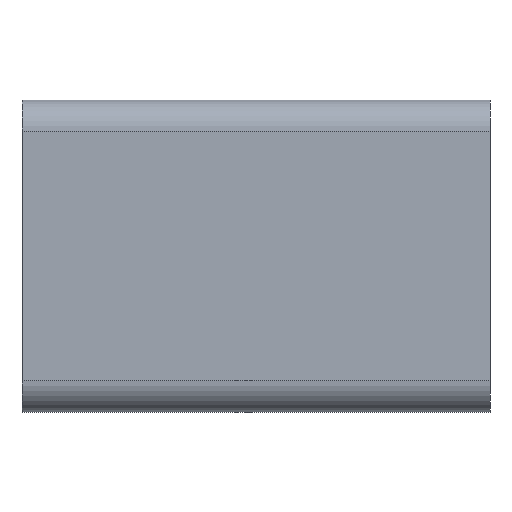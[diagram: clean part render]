
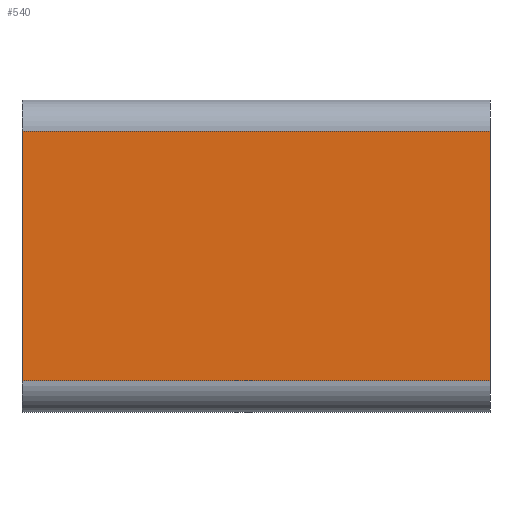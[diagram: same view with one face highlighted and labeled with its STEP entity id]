
A CAD part, front view. The second image highlights one B-rep face of the part: STEP entity #540.
In plain terms, the highlighted planar face has unit normal (0, -1, 0).
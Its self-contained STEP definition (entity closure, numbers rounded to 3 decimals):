
#58=FACE_OUTER_BOUND('',#88,.T.);
#88=EDGE_LOOP('',(#463,#464,#465,#466));
#100=LINE('',#821,#146);
#135=LINE('',#929,#181);
#136=LINE('',#933,#182);
#137=LINE('',#934,#183);
#146=VECTOR('',#648,10.);
#181=VECTOR('',#765,1000.);
#182=VECTOR('',#770,1000.);
#183=VECTOR('',#771,1000.);
#234=VERTEX_POINT('',#818);
#235=VERTEX_POINT('',#820);
#267=VERTEX_POINT('',#928);
#268=VERTEX_POINT('',#932);
#286=EDGE_CURVE('',#235,#234,#100,.T.);
#340=EDGE_CURVE('',#267,#235,#135,.T.);
#342=EDGE_CURVE('',#268,#234,#136,.T.);
#343=EDGE_CURVE('',#267,#268,#137,.T.);
#463=ORIENTED_EDGE('',*,*,#286,.T.);
#464=ORIENTED_EDGE('',*,*,#342,.F.);
#465=ORIENTED_EDGE('',*,*,#343,.F.);
#466=ORIENTED_EDGE('',*,*,#340,.T.);
#514=PLANE('',#612);
#540=ADVANCED_FACE('',(#58),#514,.F.);
#612=AXIS2_PLACEMENT_3D('',#931,#768,#769);
#648=DIRECTION('',(0.,0.,-1.));
#765=DIRECTION('',(-1.,0.,0.));
#768=DIRECTION('center_axis',(0.,1.,0.));
#769=DIRECTION('ref_axis',(0.,0.,1.));
#770=DIRECTION('',(-1.,0.,0.));
#771=DIRECTION('',(0.,0.,-1.));
#818=CARTESIAN_POINT('',(940.,-8.,-16.));
#820=CARTESIAN_POINT('',(940.,-8.,16.));
#821=CARTESIAN_POINT('',(940.,-8.,12.458));
#928=CARTESIAN_POINT('',(1000.,-8.,16.));
#929=CARTESIAN_POINT('',(1000.,-8.,16.));
#931=CARTESIAN_POINT('Origin',(1000.,-8.,16.));
#932=CARTESIAN_POINT('',(1000.,-8.,-16.));
#933=CARTESIAN_POINT('',(1000.,-8.,-16.));
#934=CARTESIAN_POINT('',(1000.,-8.,16.));
